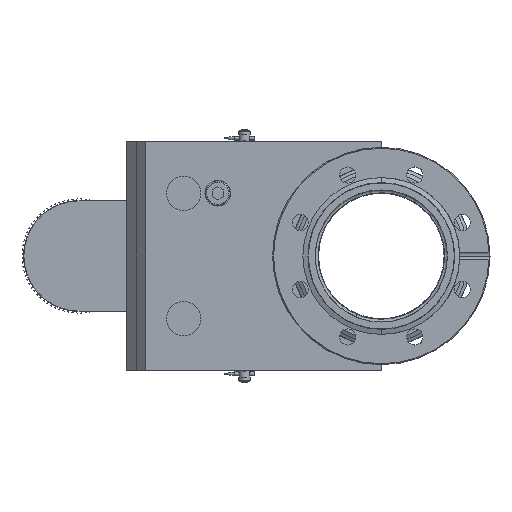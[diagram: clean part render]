
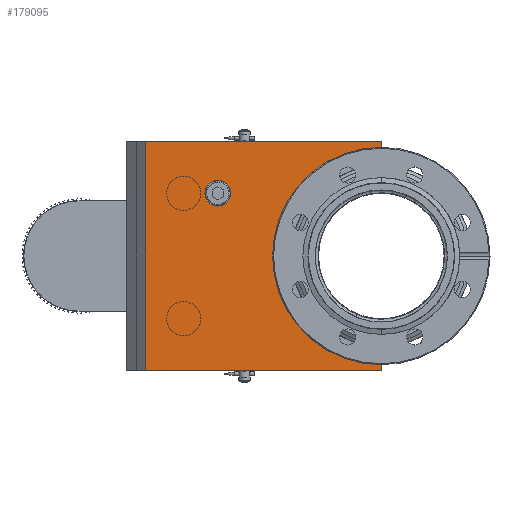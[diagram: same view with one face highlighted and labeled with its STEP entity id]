
A CAD part, left-side view. The second image highlights one B-rep face of the part: STEP entity #179095.
In plain terms, the highlighted planar face has unit normal (-1, 0, 0).
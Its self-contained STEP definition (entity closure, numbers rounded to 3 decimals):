
#1967 = CARTESIAN_POINT ( 'NONE',  ( 1., 86., 26.25 ) ) ;
#3421 = CIRCLE ( 'NONE', #180787, 6.75 ) ;
#3855 = VERTEX_POINT ( 'NONE', #164271 ) ;
#6378 = EDGE_LOOP ( 'NONE', ( #132215, #167032 ) ) ;
#7046 = VERTEX_POINT ( 'NONE', #43793 ) ;
#11374 = EDGE_CURVE ( 'NONE', #7046, #126050, #99601, .T. ) ;
#14514 = EDGE_CURVE ( 'NONE', #68810, #7046, #67772, .T. ) ;
#15707 = EDGE_CURVE ( 'NONE', #33893, #132561, #19582, .T. ) ;
#19582 = CIRCLE ( 'NONE', #54226, 6.75 ) ;
#22916 = CARTESIAN_POINT ( 'NONE',  ( 1., 86., 33. ) ) ;
#23555 = DIRECTION ( 'NONE',  ( 1., 0., 0. ) ) ;
#27268 = EDGE_CURVE ( 'NONE', #3855, #68810, #41474, .T. ) ;
#29384 = VECTOR ( 'NONE', #117766, 1000. ) ;
#32830 = CARTESIAN_POINT ( 'NONE',  ( 1., 124., 0. ) ) ;
#33893 = VERTEX_POINT ( 'NONE', #122888 ) ;
#34619 = VERTEX_POINT ( 'NONE', #66282 ) ;
#35543 = DIRECTION ( 'NONE',  ( 0., 0., 1. ) ) ;
#36356 = CARTESIAN_POINT ( 'NONE',  ( 1., 0., 60. ) ) ;
#36954 = VECTOR ( 'NONE', #148781, 1000. ) ;
#41474 = LINE ( 'NONE', #150051, #36954 ) ;
#43793 = CARTESIAN_POINT ( 'NONE',  ( 1., 124., -60. ) ) ;
#50508 = DIRECTION ( 'NONE',  ( 0., 0., 1. ) ) ;
#50985 = EDGE_CURVE ( 'NONE', #34619, #3855, #183961, .T. ) ;
#54226 = AXIS2_PLACEMENT_3D ( 'NONE', #22916, #23555, #50508 ) ;
#55351 = ORIENTED_EDGE ( 'NONE', *, *, #165788, .T. ) ;
#66282 = CARTESIAN_POINT ( 'NONE',  ( 1., 0., 57.2 ) ) ;
#67772 = LINE ( 'NONE', #32830, #29384 ) ;
#68810 = VERTEX_POINT ( 'NONE', #149527 ) ;
#69162 = VECTOR ( 'NONE', #35543, 1000. ) ;
#71520 = EDGE_CURVE ( 'NONE', #132561, #33893, #3421, .T. ) ;
#75262 = VECTOR ( 'NONE', #84499, 1000. ) ;
#80063 = ORIENTED_EDGE ( 'NONE', *, *, #27268, .T. ) ;
#83602 = CARTESIAN_POINT ( 'NONE',  ( 1., 0., -57.2 ) ) ;
#84499 = DIRECTION ( 'NONE',  ( 0., 0., 1. ) ) ;
#86170 = CARTESIAN_POINT ( 'NONE',  ( 1., 0., -60. ) ) ;
#89863 = DIRECTION ( 'NONE',  ( 0., -1., 0. ) ) ;
#91730 = CARTESIAN_POINT ( 'NONE',  ( 1., 129., -60. ) ) ;
#92964 = DIRECTION ( 'NONE',  ( 0., 0., 1. ) ) ;
#93213 = DIRECTION ( 'NONE',  ( 1., 0., 0. ) ) ;
#93242 = CARTESIAN_POINT ( 'NONE',  ( 1., 0., 0. ) ) ;
#99601 = LINE ( 'NONE', #91730, #133394 ) ;
#99607 = CARTESIAN_POINT ( 'NONE',  ( 1., 0., -57.2 ) ) ;
#100471 = DIRECTION ( 'NONE',  ( 0., 0., 1. ) ) ;
#100501 = DIRECTION ( 'NONE',  ( 1., 0., 0. ) ) ;
#100701 = CARTESIAN_POINT ( 'NONE',  ( 1., 86., 33. ) ) ;
#109999 = EDGE_CURVE ( 'NONE', #146876, #34619, #148118, .T. ) ;
#113405 = DIRECTION ( 'NONE',  ( 0., 0., -1. ) ) ;
#113642 = DIRECTION ( 'NONE',  ( 1., 0., 0. ) ) ;
#113669 = CARTESIAN_POINT ( 'NONE',  ( 1., 0., 0. ) ) ;
#114642 = PLANE ( 'NONE',  #173995 ) ;
#117766 = DIRECTION ( 'NONE',  ( 0., 0., -1. ) ) ;
#118690 = ORIENTED_EDGE ( 'NONE', *, *, #50985, .T. ) ;
#122888 = CARTESIAN_POINT ( 'NONE',  ( 1., 86., 39.75 ) ) ;
#126050 = VERTEX_POINT ( 'NONE', #86170 ) ;
#130575 = FACE_OUTER_BOUND ( 'NONE', #185430, .T. ) ;
#132215 = ORIENTED_EDGE ( 'NONE', *, *, #15707, .T. ) ;
#132561 = VERTEX_POINT ( 'NONE', #1967 ) ;
#133394 = VECTOR ( 'NONE', #89863, 1000. ) ;
#135082 = FACE_BOUND ( 'NONE', #6378, .T. ) ;
#137794 = ORIENTED_EDGE ( 'NONE', *, *, #109999, .T. ) ;
#146876 = VERTEX_POINT ( 'NONE', #99607 ) ;
#148118 = CIRCLE ( 'NONE', #176080, 57.2 ) ;
#148781 = DIRECTION ( 'NONE',  ( 0., 1., 0. ) ) ;
#149527 = CARTESIAN_POINT ( 'NONE',  ( 1., 124., 60. ) ) ;
#150051 = CARTESIAN_POINT ( 'NONE',  ( 1., 129., 60. ) ) ;
#155265 = ORIENTED_EDGE ( 'NONE', *, *, #14514, .T. ) ;
#156614 = LINE ( 'NONE', #83602, #75262 ) ;
#163238 = ORIENTED_EDGE ( 'NONE', *, *, #11374, .T. ) ;
#164271 = CARTESIAN_POINT ( 'NONE',  ( 1., 0., 60. ) ) ;
#165788 = EDGE_CURVE ( 'NONE', #126050, #146876, #156614, .T. ) ;
#167032 = ORIENTED_EDGE ( 'NONE', *, *, #71520, .T. ) ;
#173995 = AXIS2_PLACEMENT_3D ( 'NONE', #113669, #113642, #113405 ) ;
#176080 = AXIS2_PLACEMENT_3D ( 'NONE', #93242, #93213, #92964 ) ;
#179095 = ADVANCED_FACE ( 'NONE', ( #130575, #135082 ), #114642, .F. ) ;
#180787 = AXIS2_PLACEMENT_3D ( 'NONE', #100701, #100501, #100471 ) ;
#183961 = LINE ( 'NONE', #36356, #69162 ) ;
#185430 = EDGE_LOOP ( 'NONE', ( #155265, #163238, #55351, #137794, #118690, #80063 ) ) ;
